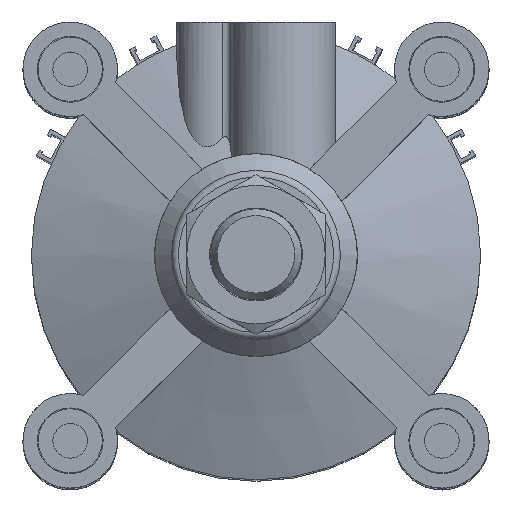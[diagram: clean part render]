
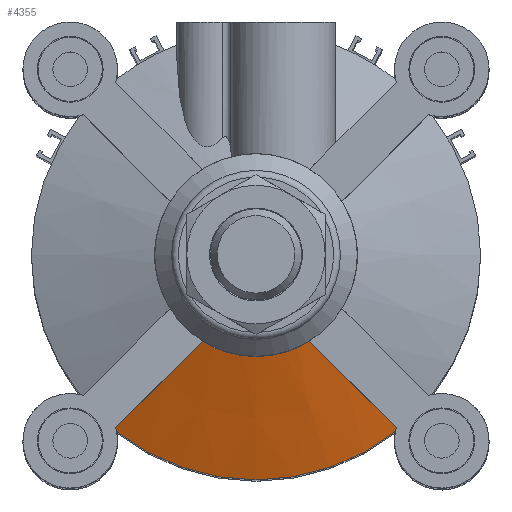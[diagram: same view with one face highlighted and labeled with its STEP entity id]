
A CAD part, top view. The second image highlights one B-rep face of the part: STEP entity #4355.
In plain terms, the highlighted conical face has half-angle 70 degrees and reference radius 48.25 mm.
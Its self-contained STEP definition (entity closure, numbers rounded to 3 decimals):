
#23=(
BOUNDED_CURVE()
B_SPLINE_CURVE(2,(#6946,#6947,#6948),.UNSPECIFIED.,.F.,.F.)
B_SPLINE_CURVE_WITH_KNOTS((3,3),(0.,3.856),.UNSPECIFIED.)
CURVE()
GEOMETRIC_REPRESENTATION_ITEM()
RATIONAL_B_SPLINE_CURVE((1.,1.08,1.))
REPRESENTATION_ITEM('')
);
#31=(
BOUNDED_CURVE()
B_SPLINE_CURVE(2,(#7231,#7232,#7233),.UNSPECIFIED.,.F.,.F.)
B_SPLINE_CURVE_WITH_KNOTS((3,3),(0.,3.856),.UNSPECIFIED.)
CURVE()
GEOMETRIC_REPRESENTATION_ITEM()
RATIONAL_B_SPLINE_CURVE((1.,1.08,1.))
REPRESENTATION_ITEM('')
);
#68=CONICAL_SURFACE('',#4799,48.25,1.222);
#94=B_SPLINE_CURVE_WITH_KNOTS('',3,(#6926,#6927,#6928,#6929),
 .UNSPECIFIED.,.F.,.F.,(4,4),(2.595,2.698),
 .UNSPECIFIED.);
#100=B_SPLINE_CURVE_WITH_KNOTS('',3,(#7077,#7078,#7079,#7080),
 .UNSPECIFIED.,.F.,.F.,(4,4),(1.143,1.245),
 .UNSPECIFIED.);
#250=CIRCLE('',#4783,30.);
#260=CIRCLE('',#4800,66.5);
#1195=ORIENTED_EDGE('',*,*,#2044,.T.);
#1196=ORIENTED_EDGE('',*,*,#1989,.T.);
#1197=ORIENTED_EDGE('',*,*,#2045,.T.);
#1198=ORIENTED_EDGE('',*,*,#2027,.F.);
#1199=ORIENTED_EDGE('',*,*,#1944,.T.);
#1200=ORIENTED_EDGE('',*,*,#1937,.T.);
#1937=EDGE_CURVE('',#2451,#2449,#94,.T.);
#1944=EDGE_CURVE('',#2457,#2451,#23,.T.);
#1989=EDGE_CURVE('',#2498,#2497,#100,.T.);
#2027=EDGE_CURVE('',#2457,#2523,#250,.T.);
#2044=EDGE_CURVE('',#2449,#2498,#260,.T.);
#2045=EDGE_CURVE('',#2497,#2523,#31,.T.);
#2449=VERTEX_POINT('',#6924);
#2451=VERTEX_POINT('',#6930);
#2457=VERTEX_POINT('',#6949);
#2497=VERTEX_POINT('',#7076);
#2498=VERTEX_POINT('',#7081);
#2523=VERTEX_POINT('',#7196);
#3520=EDGE_LOOP('',(#1195,#1196,#1197,#1198,#1199,#1200));
#3886=FACE_BOUND('',#3520,.T.);
#4355=ADVANCED_FACE('',(#3886),#68,.T.);
#4783=AXIS2_PLACEMENT_3D('',#7195,#5778,#5779);
#4799=AXIS2_PLACEMENT_3D('',#7229,#5815,#5816);
#4800=AXIS2_PLACEMENT_3D('',#7230,#5817,#5818);
#5778=DIRECTION('',(0.,1.,0.));
#5779=DIRECTION('',(-1.,0.,0.));
#5815=DIRECTION('',(0.,-1.,0.));
#5816=DIRECTION('',(-1.,0.,0.));
#5817=DIRECTION('',(0.,1.,0.));
#5818=DIRECTION('',(-1.,0.,0.));
#6924=CARTESIAN_POINT('',(-52.121,12.,-41.299));
#6926=CARTESIAN_POINT('',(-51.1,12.232,-41.554));
#6927=CARTESIAN_POINT('',(-51.44,12.158,-41.455));
#6928=CARTESIAN_POINT('',(-51.782,12.081,-41.37));
#6929=CARTESIAN_POINT('',(-52.121,12.,-41.299));
#6930=CARTESIAN_POINT('',(-51.1,12.232,-41.554));
#6946=CARTESIAN_POINT('',(-25.442,25.285,-15.896));
#6947=CARTESIAN_POINT('',(-33.472,21.258,-23.926));
#6948=CARTESIAN_POINT('',(-51.1,12.232,-41.554));
#6949=CARTESIAN_POINT('',(-25.442,25.285,-15.896));
#7076=CARTESIAN_POINT('',(-51.1,12.232,41.554));
#7077=CARTESIAN_POINT('',(-52.121,12.,41.299));
#7078=CARTESIAN_POINT('',(-51.782,12.081,41.37));
#7079=CARTESIAN_POINT('',(-51.441,12.158,41.455));
#7080=CARTESIAN_POINT('',(-51.1,12.232,41.554));
#7081=CARTESIAN_POINT('',(-52.121,12.,41.299));
#7195=CARTESIAN_POINT('',(0.,25.285,0.));
#7196=CARTESIAN_POINT('',(-25.442,25.285,15.896));
#7229=CARTESIAN_POINT('',(0.,18.642,0.));
#7230=CARTESIAN_POINT('',(0.,12.,0.));
#7231=CARTESIAN_POINT('',(-51.1,12.232,41.554));
#7232=CARTESIAN_POINT('',(-33.472,21.258,23.926));
#7233=CARTESIAN_POINT('',(-25.442,25.285,15.896));
